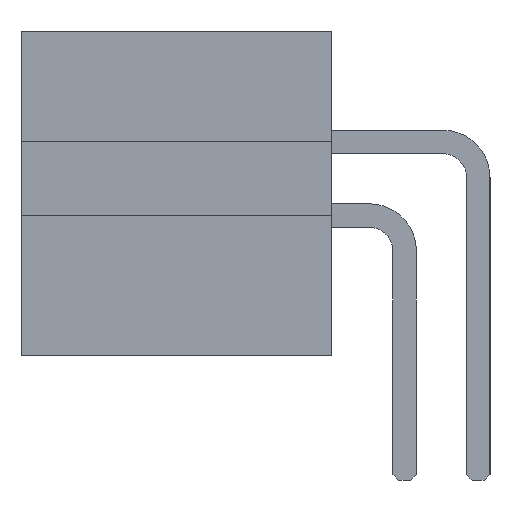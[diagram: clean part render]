
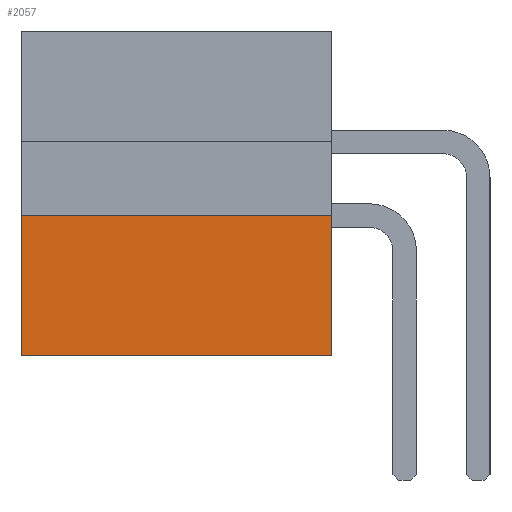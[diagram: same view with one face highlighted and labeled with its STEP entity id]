
A CAD part, left-side view. The second image highlights one B-rep face of the part: STEP entity #2057.
In plain terms, the highlighted planar face has unit normal (-1, 0, 0).
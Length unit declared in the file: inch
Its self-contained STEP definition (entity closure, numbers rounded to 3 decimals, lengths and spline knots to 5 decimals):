
#2057 = ADVANCED_FACE( '', ( #4350 ), #4351, .F. );
#4350 = FACE_OUTER_BOUND( '', #6896, .T. );
#4351 = PLANE( '', #6897 );
#6896 = EDGE_LOOP( '', ( #13429, #13430, #13431, #13432 ) );
#6897 = AXIS2_PLACEMENT_3D( '', #13433, #13434, #13435 );
#13429 = ORIENTED_EDGE( '', *, *, #16925, .F. );
#13430 = ORIENTED_EDGE( '', *, *, #16879, .T. );
#13431 = ORIENTED_EDGE( '', *, *, #18127, .T. );
#13432 = ORIENTED_EDGE( '', *, *, #18962, .T. );
#13433 = CARTESIAN_POINT( '', ( -0.75, 0.21, 0.1 ) );
#13434 = DIRECTION( '', ( 1., 0., 0. ) );
#13435 = DIRECTION( '', ( 0., 0., -1. ) );
#16879 = EDGE_CURVE( '', #20804, #20809, #20811, .T. );
#16925 = EDGE_CURVE( '', #20804, #20888, #20889, .T. );
#18127 = EDGE_CURVE( '', #20809, #22820, #22822, .T. );
#18962 = EDGE_CURVE( '', #22820, #20888, #23938, .T. );
#20804 = VERTEX_POINT( '', #26393 );
#20809 = VERTEX_POINT( '', #26400 );
#20811 = LINE( '', #26403, #26404 );
#20888 = VERTEX_POINT( '', #26508 );
#20889 = LINE( '', #26509, #26510 );
#22820 = VERTEX_POINT( '', #29375 );
#22822 = LINE( '', #29378, #29379 );
#23938 = LINE( '', #31045, #31046 );
#26393 = CARTESIAN_POINT( '', ( -0.75, 0., -0.025 ) );
#26400 = CARTESIAN_POINT( '', ( -0.75, 0.21, -0.025 ) );
#26403 = CARTESIAN_POINT( '', ( -0.75, 0.21, -0.025 ) );
#26404 = VECTOR( '', #32569, 39.37008 );
#26508 = CARTESIAN_POINT( '', ( -0.75, 0., -0.12 ) );
#26509 = CARTESIAN_POINT( '', ( -0.75, 0., 0.1 ) );
#26510 = VECTOR( '', #32624, 39.37008 );
#29375 = CARTESIAN_POINT( '', ( -0.75, 0.21, -0.12 ) );
#29378 = CARTESIAN_POINT( '', ( -0.75, 0.21, 0.1 ) );
#29379 = VECTOR( '', #33764, 39.37008 );
#31045 = CARTESIAN_POINT( '', ( -0.75, 0.21, -0.12 ) );
#31046 = VECTOR( '', #34477, 39.37008 );
#32569 = DIRECTION( '', ( 0., 1., 0. ) );
#32624 = DIRECTION( '', ( 0., 0., -1. ) );
#33764 = DIRECTION( '', ( 0., 0., -1. ) );
#34477 = DIRECTION( '', ( 0., -1., 0. ) );
